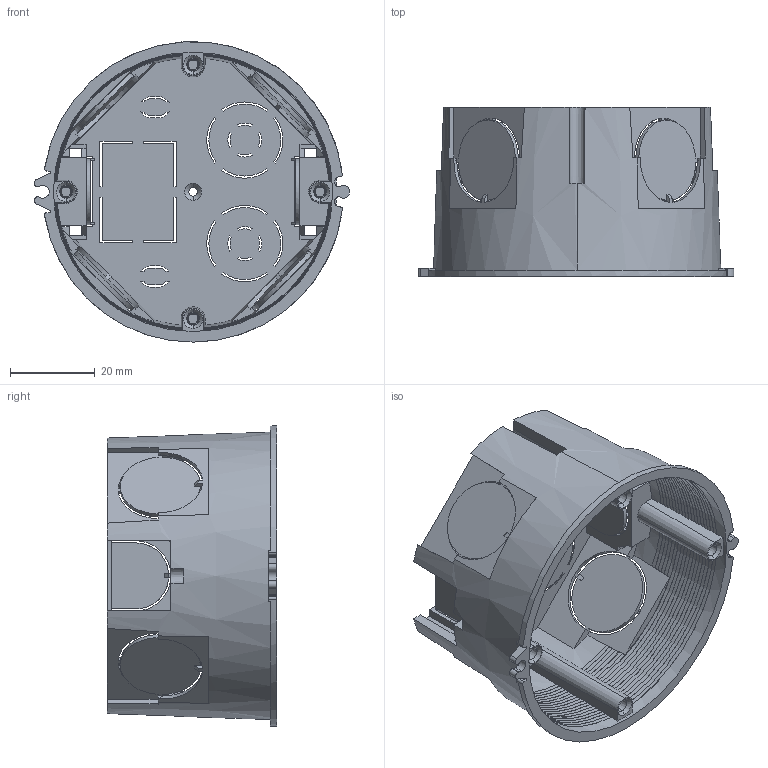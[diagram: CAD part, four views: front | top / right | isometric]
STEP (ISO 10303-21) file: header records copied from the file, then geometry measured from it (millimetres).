
FILE_DESCRIPTION (( 'STEP AP203' ), '1' );
FILE_NAME ('68x40.STEP', '2019-07-06T08:59:23', ( 'user' ), ( '' ), 'SwSTEP 2.0', 'SolidWorks 2014', '' );
FILE_SCHEMA (( 'CONFIG_CONTROL_DESIGN' ));
Length unit declared in the file: millimetre
Products named in the file (1): 68x40
Bounding box: 74.49 x 40 x 70.93 mm (x, y, z)
Volume: 13423.6 mm3; surface area: 26254.4 mm2
Topology: 1 solids, 1 shells, 682 faces, 2114 edges, 1391 vertices
Faces by surface type: plane 314, cone 206, cylinder 160, bspline 2
Entity records: 24349 total; most frequent: CARTESIAN_POINT 6128, ORIENTED_EDGE 4228, DIRECTION 3508, EDGE_CURVE 2114, VERTEX_POINT 1391, AXIS2_PLACEMENT_3D 1325, VECTOR 858, LINE 858
